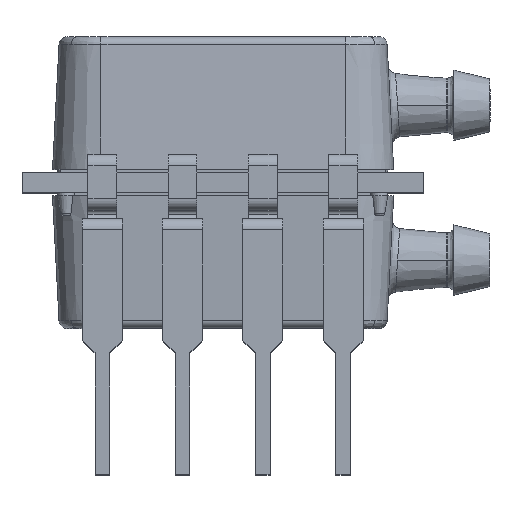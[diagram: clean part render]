
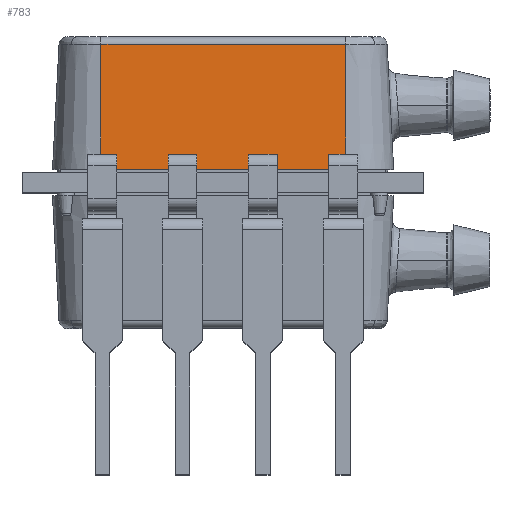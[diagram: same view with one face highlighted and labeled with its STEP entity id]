
A CAD part, top view. The second image highlights one B-rep face of the part: STEP entity #783.
In plain terms, the highlighted face is planar.
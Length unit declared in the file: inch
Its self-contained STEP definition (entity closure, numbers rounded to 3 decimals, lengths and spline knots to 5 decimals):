
#161 = EDGE_CURVE ( 'NONE', #4361, #4329, #4044, .T. ) ;
#207 = EDGE_CURVE ( 'NONE', #4344, #4371, #4050, .T. ) ;
#223 = EDGE_CURVE ( 'NONE', #4361, #4371, #4022, .T. ) ;
#566 = EDGE_CURVE ( 'NONE', #4329, #4344, #6259, .T. ) ;
#783 = ADVANCED_FACE ( 'NONE', ( #6565 ), #9355, .T. ) ;
#2709 = AXIS2_PLACEMENT_3D ( 'NONE', #9364, #9406, #9407 ) ;
#4016 = VECTOR ( 'NONE', #4909, 39.37008 ) ;
#4022 = LINE ( 'NONE', #5494, #4069 ) ;
#4044 = LINE ( 'NONE', #4886, #4016 ) ;
#4050 = LINE ( 'NONE', #5227, #4051 ) ;
#4051 = VECTOR ( 'NONE', #5208, 39.37008 ) ;
#4069 = VECTOR ( 'NONE', #5497, 39.37008 ) ;
#4329 = VERTEX_POINT ( 'NONE', #12743 ) ;
#4344 = VERTEX_POINT ( 'NONE', #12777 ) ;
#4361 = VERTEX_POINT ( 'NONE', #12798 ) ;
#4371 = VERTEX_POINT ( 'NONE', #12813 ) ;
#4886 = CARTESIAN_POINT ( 'NONE',  ( 0.17859, 0.23735, 0.32427 ) ) ;
#4909 = DIRECTION ( 'NONE',  ( 0.004, 0.052, -0.999 ) ) ;
#5208 = DIRECTION ( 'NONE',  ( 0.004, -0.052, 0.999 ) ) ;
#5227 = CARTESIAN_POINT ( 'NONE',  ( -0.12623, 0.2455, 0.16875 ) ) ;
#5494 = CARTESIAN_POINT ( 'NONE',  ( -0.12559, 0.23735, 0.32427 ) ) ;
#5497 = DIRECTION ( 'NONE',  ( -1., 0., 0. ) ) ;
#6259 = LINE ( 'NONE', #7546, #6290 ) ;
#6290 = VECTOR ( 'NONE', #7549, 39.37008 ) ;
#6565 = FACE_OUTER_BOUND ( 'NONE', #14689, .T. ) ;
#7546 = CARTESIAN_POINT ( 'NONE',  ( 0.18107, 0.2455, 0.16875 ) ) ;
#7549 = DIRECTION ( 'NONE',  ( -1., 0., 0. ) ) ;
#9355 = PLANE ( 'NONE',  #2709 ) ;
#9364 = CARTESIAN_POINT ( 'NONE',  ( 0.18107, 0.2455, 0.16875 ) ) ;
#9406 = DIRECTION ( 'NONE',  ( 0., 0.999, 0.052 ) ) ;
#9407 = DIRECTION ( 'NONE',  ( 0., -0.052, 0.999 ) ) ;
#12743 = CARTESIAN_POINT ( 'NONE',  ( 0.17923, 0.2455, 0.16875 ) ) ;
#12777 = CARTESIAN_POINT ( 'NONE',  ( -0.12623, 0.2455, 0.16875 ) ) ;
#12798 = CARTESIAN_POINT ( 'NONE',  ( 0.17859, 0.23735, 0.32427 ) ) ;
#12813 = CARTESIAN_POINT ( 'NONE',  ( -0.12559, 0.23735, 0.32427 ) ) ;
#14243 = ORIENTED_EDGE ( 'NONE', *, *, #161, .T. ) ;
#14248 = ORIENTED_EDGE ( 'NONE', *, *, #566, .T. ) ;
#14252 = ORIENTED_EDGE ( 'NONE', *, *, #207, .T. ) ;
#14267 = ORIENTED_EDGE ( 'NONE', *, *, #223, .F. ) ;
#14689 = EDGE_LOOP ( 'NONE', ( #14248, #14252, #14267, #14243 ) ) ;
